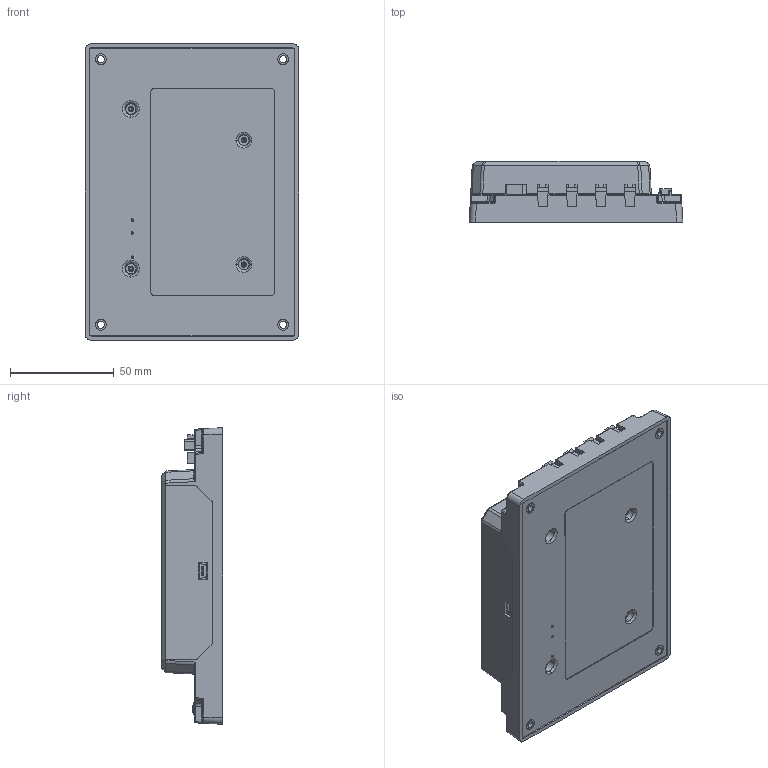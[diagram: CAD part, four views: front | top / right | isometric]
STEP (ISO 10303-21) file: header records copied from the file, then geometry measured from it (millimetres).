
FILE_DESCRIPTION (( 'STEP AP203' ), '1' );
FILE_NAME ('REV-31-1153.STEP', '2022-08-16T00:37:48', ( '' ), ( '' ), 'SwSTEP 2.0', 'SolidWorks 2022', '' );
FILE_SCHEMA (( 'CONFIG_CONTROL_DESIGN' ));
Products named in the file (1): REV-31-1153
Bounding box: 103 x 29.5 x 143 mm (x, y, z)
Volume: 113149.9 mm3; surface area: 136171.2 mm2
Topology: 32 solids, 32 shells, 5180 faces, 12985 edges, 8155 vertices
Faces by surface type: plane 4156, cylinder 703, bspline 158, cone 123, torus 32, sphere 8
Entity records: 938838 total; most frequent: CARTESIAN_POINT 206796, ORIENTED_EDGE 155796, DIRECTION 139002, EDGE_CURVE 77898, VECTOR 63546, LINE 63546, VERTEX_POINT 48930, AXIS2_PLACEMENT_3D 37728
